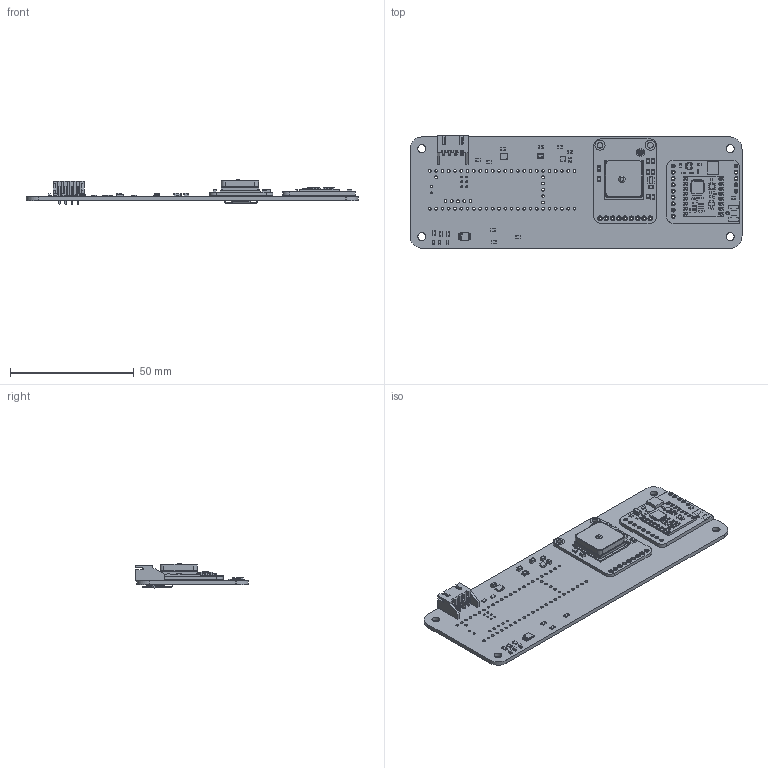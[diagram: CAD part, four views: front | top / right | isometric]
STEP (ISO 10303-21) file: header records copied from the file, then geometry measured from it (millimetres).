
FILE_DESCRIPTION(('KiCad electronic assembly'),'2;1');
FILE_NAME('infozilla.step','2025-01-25T12:42:45',('Pcbnew'),('Kicad'), 'Open CASCADE STEP processor 7.6','KiCad to STEP converter','Unknown' );
FILE_SCHEMA(('AUTOMOTIVE_DESIGN { 1 0 10303 214 1 1 1 1 }'));
Length unit declared in the file: millimetre
Products named in the file (24): infozilla 1; R_0805_2012Metric; LED_0603_1608Metric; C_0805_2012Metric; 3070; LSM6DSOXTR; ASM330LHHXTR; 746; ADA746; L_0402_1005Metric; LIS3MDLTR; BMP280; MCP9808T-E_MS; 24LC256T-I_MS; S4B-XH-A-1; infozilla_PCB
Assembly tree (41 placements, depth 3):
  infozilla 1
    R_0805_2012Metric  x8
      R_0805_2012Metric
    LED_0603_1608Metric  x3
      LED_0603_1608Metric
    C_0805_2012Metric  x9
      C_0805_2012Metric
    3070
      3070
    LSM6DSOXTR
      ASM330LHHXTR
    746
      ADA746
    L_0402_1005Metric  x2
      L_0402_1005Metric
    LIS3MDLTR
      LIS3MDLTR
    BMP280
      BMP280
    MCP9808T-E_MS
      24LC256T-I_MS
    S4B-XH-A-1
      S4B-XH-A-1
    infozilla_PCB
Bounding box: 134 x 45.5 x 10.4 mm (x, y, z)
Volume: 13239 mm3; surface area: 22017.9 mm2
Topology: 234 solids, 234 shells, 3398 faces, 8259 edges, 5389 vertices
Faces by surface type: plane 2528, cylinder 824, bspline 22, torus 16, cone 8
Full cylindrical faces by diameter (mm): 0.8 x8, 1 x23, 1.1 x68, 3.2 x4
Entity records: 85169 total; most frequent: CARTESIAN_POINT 14928, DIRECTION 13827, ORIENTED_EDGE 13714, EDGE_CURVE 6857, LINE 5539, VECTOR 5539, VERTEX_POINT 4477, AXIS2_PLACEMENT_3D 4144
